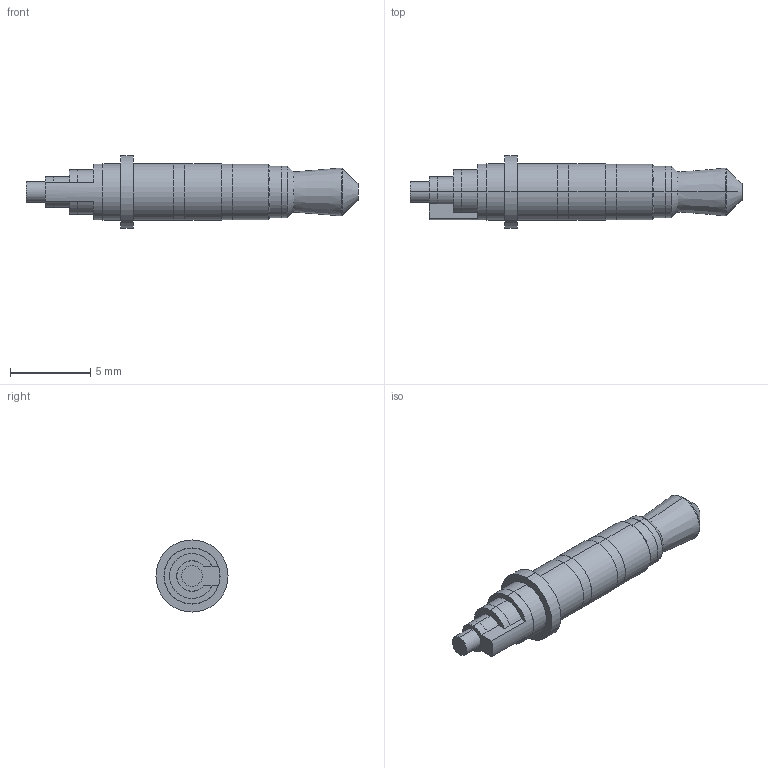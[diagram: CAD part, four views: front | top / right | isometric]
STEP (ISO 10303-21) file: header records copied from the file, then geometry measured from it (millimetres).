
FILE_DESCRIPTION (( 'STEP AP203' ), '1' );
FILE_NAME ('50-00397.step', '2016-09-15T22:30:03', ( '' ), ( '' ), 'SwSTEP 2.0', 'SolidWorks 2015', '' );
FILE_SCHEMA (( 'CONFIG_CONTROL_DESIGN' ));
Length unit declared in the file: millimetre
Products named in the file (1): 50-00397
Bounding box: 20.7 x 4.5 x 4.5 mm (x, y, z)
Volume: 160.8 mm3; surface area: 267.5 mm2
Topology: 3 solids, 3 shells, 64 faces, 140 edges, 90 vertices
Faces by surface type: cylinder 34, plane 20, cone 8, torus 2
Entity records: 1859 total; most frequent: DIRECTION 352, CARTESIAN_POINT 295, ORIENTED_EDGE 280, AXIS2_PLACEMENT_3D 147, EDGE_CURVE 140, VERTEX_POINT 90, CIRCLE 82, EDGE_LOOP 72
